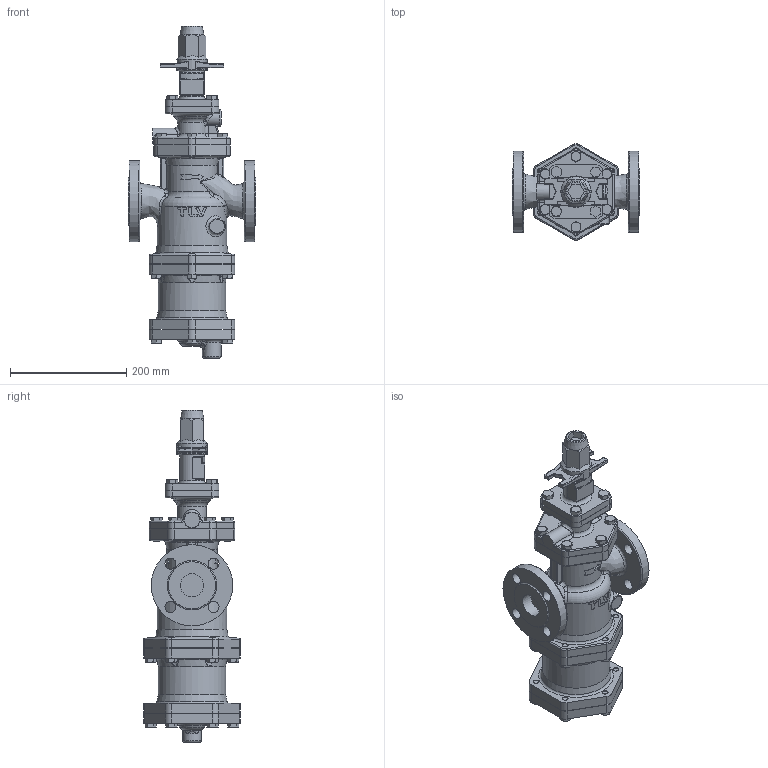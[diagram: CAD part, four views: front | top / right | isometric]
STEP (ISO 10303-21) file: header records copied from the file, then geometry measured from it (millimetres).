
FILE_DESCRIPTION(/* description */ (''),/* implementation_level */ '2;1');
FILE_NAME(/* name */ 'cos3x-040-jis16-00.stp',/* time_stamp */ '2017-11-10T10:26:13+09:00',/* author */ ('nakaot'),/* organization */ (''),/* preprocessor_version */ 'ST-DEVELOPER v15.6',/* originating_system */ 'Autodesk Inventor 2015',/* authorisation */ '');
FILE_SCHEMA (('CONFIG_CONTROL_DESIGN'));
Length unit declared in the file: millimetre
Products named in the file (1): cos3x-040-jis16-00
Bounding box: 220 x 166.02 x 572 mm (x, y, z)
Volume: 5502147.4 mm3; surface area: 523294 mm2
Topology: 6 solids, 6 shells, 1034 faces, 2497 edges, 1515 vertices
Faces by surface type: plane 367, cylinder 255, bspline 188, cone 134, torus 74, sphere 16
Full cylindrical faces by diameter (mm): 8.376 x22, 10 x22, 12 x22, 17.475 x1, 19 x8, 27 x1, 28 x1, 32 x1, 40 x2, 42 x1, 45 x1, 52 x1, 80 x4, 116 x1, 120 x1, 140 x2
Entity records: 37087 total; most frequent: CARTESIAN_POINT 15436, ORIENTED_EDGE 4554, DIRECTION 4164, EDGE_CURVE 2277, AXIS2_PLACEMENT_3D 1690, VERTEX_POINT 1454, EDGE_LOOP 1293, FACE_OUTER_BOUND 1034
